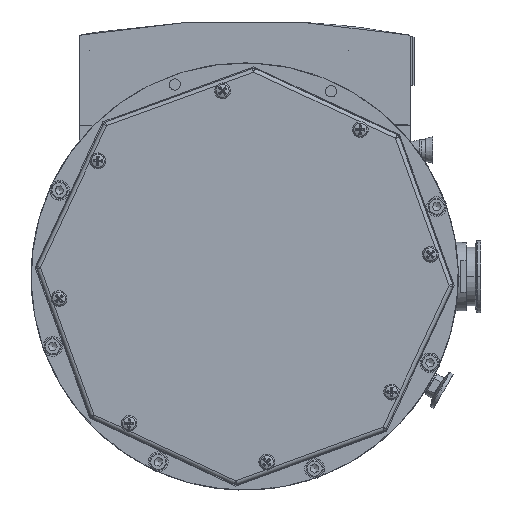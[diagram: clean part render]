
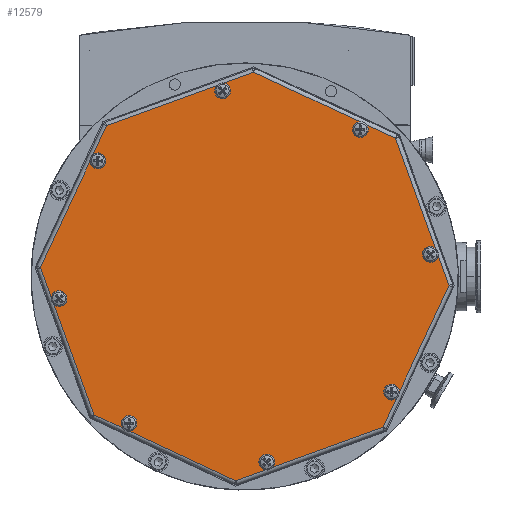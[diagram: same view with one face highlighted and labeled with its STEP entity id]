
A CAD part, front view. The second image highlights one B-rep face of the part: STEP entity #12579.
In plain terms, the highlighted planar face has unit normal (0, -1, 0).
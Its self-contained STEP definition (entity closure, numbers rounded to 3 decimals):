
#10694=CARTESIAN_POINT('',(-90.509,-87.5,-112.461));
#10695=VERTEX_POINT('',#10694);
#10696=CARTESIAN_POINT('',(-87.69,-87.5,-111.435));
#10697=DIRECTION('',(0.,1.,0.));
#10698=DIRECTION('',(0.94,0.,0.342));
#10699=AXIS2_PLACEMENT_3D('',#10696,#10697,#10698);
#10700=CIRCLE('',#10699,3.);
#10701=EDGE_CURVE('',#10695,#10695,#10700,.T.);
#10735=CARTESIAN_POINT('',(-143.521,-87.5,-15.522));
#10736=VERTEX_POINT('',#10735);
#10737=CARTESIAN_POINT('',(-140.803,-87.5,-16.79));
#10738=DIRECTION('',(0.,1.,0.));
#10739=DIRECTION('',(0.906,0.,-0.423));
#10740=AXIS2_PLACEMENT_3D('',#10737,#10738,#10739);
#10741=CIRCLE('',#10740,3.);
#10742=EDGE_CURVE('',#10736,#10736,#10741,.T.);
#10776=CARTESIAN_POINT('',(-112.461,-87.5,90.509));
#10777=VERTEX_POINT('',#10776);
#10778=CARTESIAN_POINT('',(-111.435,-87.5,87.69));
#10779=DIRECTION('',(0.,1.,0.));
#10780=DIRECTION('',(0.342,0.,-0.94));
#10781=AXIS2_PLACEMENT_3D('',#10778,#10779,#10780);
#10782=CIRCLE('',#10781,3.);
#10783=EDGE_CURVE('',#10777,#10777,#10782,.T.);
#10817=CARTESIAN_POINT('',(-15.522,-87.5,143.521));
#10818=VERTEX_POINT('',#10817);
#10819=CARTESIAN_POINT('',(-16.79,-87.5,140.803));
#10820=DIRECTION('',(0.,1.0,0.));
#10821=DIRECTION('',(-0.423,0.,-0.906));
#10822=AXIS2_PLACEMENT_3D('',#10819,#10820,#10821);
#10823=CIRCLE('',#10822,3.);
#10824=EDGE_CURVE('',#10818,#10818,#10823,.T.);
#10858=CARTESIAN_POINT('',(90.509,-87.5,112.461));
#10859=VERTEX_POINT('',#10858);
#10860=CARTESIAN_POINT('',(87.69,-87.5,111.435));
#10861=DIRECTION('',(0.,1.,0.));
#10862=DIRECTION('',(-0.94,0.,-0.342));
#10863=AXIS2_PLACEMENT_3D('',#10860,#10861,#10862);
#10864=CIRCLE('',#10863,3.);
#10865=EDGE_CURVE('',#10859,#10859,#10864,.T.);
#10899=CARTESIAN_POINT('',(143.521,-87.5,15.522));
#10900=VERTEX_POINT('',#10899);
#10901=CARTESIAN_POINT('',(140.803,-87.5,16.79));
#10902=DIRECTION('',(0.,1.,0.));
#10903=DIRECTION('',(-0.906,0.,0.423));
#10904=AXIS2_PLACEMENT_3D('',#10901,#10902,#10903);
#10905=CIRCLE('',#10904,3.);
#10906=EDGE_CURVE('',#10900,#10900,#10905,.T.);
#10940=CARTESIAN_POINT('',(15.522,-87.5,-143.521));
#10941=VERTEX_POINT('',#10940);
#10942=CARTESIAN_POINT('',(16.79,-87.5,-140.803));
#10943=DIRECTION('',(0.,1.0,0.));
#10944=DIRECTION('',(0.423,0.,0.906));
#10945=AXIS2_PLACEMENT_3D('',#10942,#10943,#10944);
#10946=CIRCLE('',#10945,3.);
#10947=EDGE_CURVE('',#10941,#10941,#10946,.T.);
#10981=CARTESIAN_POINT('',(112.461,-87.5,-90.509));
#10982=VERTEX_POINT('',#10981);
#10983=CARTESIAN_POINT('',(111.435,-87.5,-87.69));
#10984=DIRECTION('',(0.,1.0,0.));
#10985=DIRECTION('',(-0.342,0.,0.94));
#10986=AXIS2_PLACEMENT_3D('',#10983,#10984,#10985);
#10987=CIRCLE('',#10986,3.);
#10988=EDGE_CURVE('',#10982,#10982,#10987,.T.);
#11735=CARTESIAN_POINT('',(-154.981,-87.5,6.767));
#11736=VERTEX_POINT('',#11735);
#11779=CARTESIAN_POINT('',(-114.373,-87.5,-104.803));
#11780=VERTEX_POINT('',#11779);
#11805=CARTESIAN_POINT('',(-104.803,-87.5,114.373));
#11806=VERTEX_POINT('',#11805);
#11849=CARTESIAN_POINT('',(-6.767,-87.5,-154.981));
#11850=VERTEX_POINT('',#11849);
#11875=CARTESIAN_POINT('',(6.767,-87.5,154.981));
#11876=VERTEX_POINT('',#11875);
#11919=CARTESIAN_POINT('',(104.803,-87.5,-114.373));
#11920=VERTEX_POINT('',#11919);
#11945=CARTESIAN_POINT('',(114.373,-87.5,104.803));
#11946=VERTEX_POINT('',#11945);
#11987=CARTESIAN_POINT('',(154.981,-87.5,-6.767));
#11988=VERTEX_POINT('',#11987);
#12062=CARTESIAN_POINT('',(114.373,-87.5,104.803));
#12063=DIRECTION('',(0.342,0.,-0.94));
#12064=VECTOR('',#12063,118.73);
#12065=LINE('',#12062,#12064);
#12066=EDGE_CURVE('',#11946,#11988,#12065,.T.);
#12084=CARTESIAN_POINT('',(154.981,-87.5,-6.767));
#12085=DIRECTION('',(-0.423,0.,-0.906));
#12086=VECTOR('',#12085,118.73);
#12087=LINE('',#12084,#12086);
#12088=EDGE_CURVE('',#11988,#11920,#12087,.T.);
#12139=CARTESIAN_POINT('',(6.767,-87.5,154.981));
#12140=DIRECTION('',(0.906,0.0,-0.423));
#12141=VECTOR('',#12140,118.73);
#12142=LINE('',#12139,#12141);
#12143=EDGE_CURVE('',#11876,#11946,#12142,.T.);
#12193=CARTESIAN_POINT('',(104.803,-87.5,-114.373));
#12194=DIRECTION('',(-0.94,0.0,-0.342));
#12195=VECTOR('',#12194,118.73);
#12196=LINE('',#12193,#12195);
#12197=EDGE_CURVE('',#11920,#11850,#12196,.T.);
#12247=CARTESIAN_POINT('',(-104.803,-87.5,114.373));
#12248=DIRECTION('',(0.94,0.0,0.342));
#12249=VECTOR('',#12248,118.73);
#12250=LINE('',#12247,#12249);
#12251=EDGE_CURVE('',#11806,#11876,#12250,.T.);
#12301=CARTESIAN_POINT('',(-6.767,-87.5,-154.981));
#12302=DIRECTION('',(-0.906,0.0,0.423));
#12303=VECTOR('',#12302,118.73);
#12304=LINE('',#12301,#12303);
#12305=EDGE_CURVE('',#11850,#11780,#12304,.T.);
#12355=CARTESIAN_POINT('',(-154.981,-87.5,6.767));
#12356=DIRECTION('',(0.423,0.,0.906));
#12357=VECTOR('',#12356,118.73);
#12358=LINE('',#12355,#12357);
#12359=EDGE_CURVE('',#11736,#11806,#12358,.T.);
#12410=CARTESIAN_POINT('',(-114.373,-87.5,-104.803));
#12411=DIRECTION('',(-0.342,0.,0.94));
#12412=VECTOR('',#12411,118.73);
#12413=LINE('',#12410,#12412);
#12414=EDGE_CURVE('',#11780,#11736,#12413,.T.);
#12540=CARTESIAN_POINT('',(0.,-87.5,0.));
#12541=DIRECTION('',(0.0,-1.0,0.0));
#12542=DIRECTION('',(0.737,0.0,0.676));
#12543=AXIS2_PLACEMENT_3D('',#12540,#12541,#12542);
#12544=PLANE('',#12543);
#12545=ORIENTED_EDGE('',*,*,#12066,.F.);
#12546=ORIENTED_EDGE('',*,*,#12143,.F.);
#12547=ORIENTED_EDGE('',*,*,#12251,.F.);
#12548=ORIENTED_EDGE('',*,*,#12359,.F.);
#12549=ORIENTED_EDGE('',*,*,#12414,.F.);
#12550=ORIENTED_EDGE('',*,*,#12305,.F.);
#12551=ORIENTED_EDGE('',*,*,#12197,.F.);
#12552=ORIENTED_EDGE('',*,*,#12088,.F.);
#12553=EDGE_LOOP('',(#12545,#12546,#12547,#12548,#12549,#12550,#12551,#12552));
#12554=FACE_OUTER_BOUND('',#12553,.T.);
#12555=ORIENTED_EDGE('',*,*,#10701,.T.);
#12556=EDGE_LOOP('',(#12555));
#12557=FACE_BOUND('',#12556,.T.);
#12558=ORIENTED_EDGE('',*,*,#10742,.T.);
#12559=EDGE_LOOP('',(#12558));
#12560=FACE_BOUND('',#12559,.T.);
#12561=ORIENTED_EDGE('',*,*,#10783,.T.);
#12562=EDGE_LOOP('',(#12561));
#12563=FACE_BOUND('',#12562,.T.);
#12564=ORIENTED_EDGE('',*,*,#10824,.T.);
#12565=EDGE_LOOP('',(#12564));
#12566=FACE_BOUND('',#12565,.T.);
#12567=ORIENTED_EDGE('',*,*,#10865,.T.);
#12568=EDGE_LOOP('',(#12567));
#12569=FACE_BOUND('',#12568,.T.);
#12570=ORIENTED_EDGE('',*,*,#10906,.T.);
#12571=EDGE_LOOP('',(#12570));
#12572=FACE_BOUND('',#12571,.T.);
#12573=ORIENTED_EDGE('',*,*,#10947,.T.);
#12574=EDGE_LOOP('',(#12573));
#12575=FACE_BOUND('',#12574,.T.);
#12576=ORIENTED_EDGE('',*,*,#10988,.T.);
#12577=EDGE_LOOP('',(#12576));
#12578=FACE_BOUND('',#12577,.T.);
#12579=ADVANCED_FACE('',(#12554,#12557,#12560,#12563,#12566,#12569,#12572,#12575,#12578),#12544,.T.);
